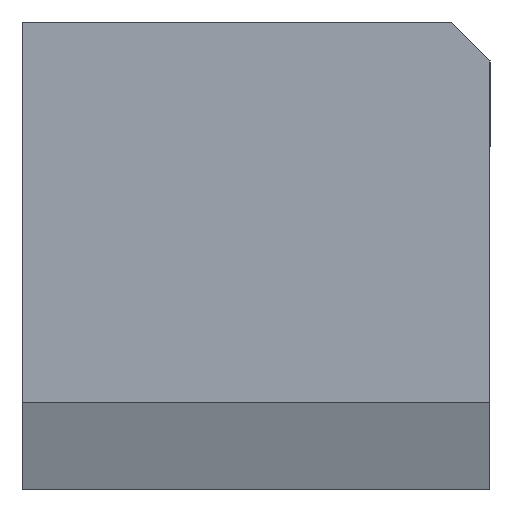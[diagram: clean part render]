
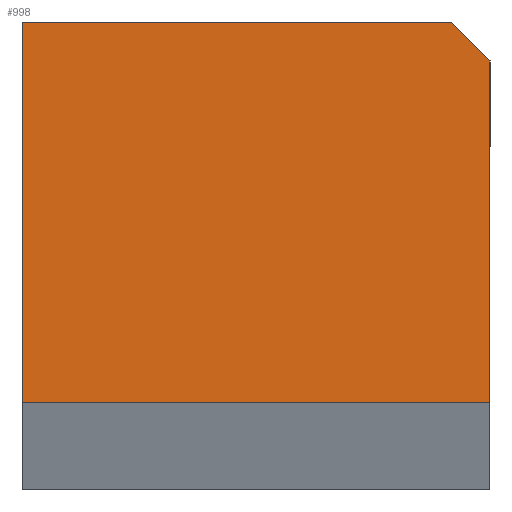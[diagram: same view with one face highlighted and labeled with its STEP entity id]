
A CAD part, left-side view. The second image highlights one B-rep face of the part: STEP entity #998.
In plain terms, the highlighted planar face has unit normal (-1, 0, 0).
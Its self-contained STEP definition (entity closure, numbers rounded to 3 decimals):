
#998=ADVANCED_FACE('NONE',(#2473),#2474,.F.);
#2473=FACE_OUTER_BOUND('',#4422,.T.);
#2474=PLANE('',#4423);
#4422=EDGE_LOOP('',(#8461,#8462,#8463,#8464,#8465));
#4423=AXIS2_PLACEMENT_3D('',#8466,#8467,#8468);
#8461=ORIENTED_EDGE('',*,*,#12337,.F.);
#8462=ORIENTED_EDGE('',*,*,#14109,.T.);
#8463=ORIENTED_EDGE('',*,*,#14110,.F.);
#8464=ORIENTED_EDGE('',*,*,#13620,.T.);
#8465=ORIENTED_EDGE('',*,*,#14111,.F.);
#8466=CARTESIAN_POINT('',(0.0,0.0,24.0));
#8467=DIRECTION('',(1.0,0.0,0.0));
#8468=DIRECTION('',(0.0,1.0,-0.0));
#12337=EDGE_CURVE('NONE',#14921,#14923,#14924,.T.);
#13620=EDGE_CURVE('NONE',#17488,#17486,#17489,.T.);
#14109=EDGE_CURVE('NONE',#14921,#17981,#17982,.T.);
#14110=EDGE_CURVE('NONE',#17488,#17981,#17983,.T.);
#14111=EDGE_CURVE('NONE',#14923,#17486,#17984,.T.);
#14921=VERTEX_POINT('NONE',#18795);
#14923=VERTEX_POINT('NONE',#18798);
#14924=LINE('',#18799,#18800);
#17486=VERTEX_POINT('NONE',#22642);
#17488=VERTEX_POINT('NONE',#22645);
#17489=LINE('',#22646,#22647);
#17981=VERTEX_POINT('NONE',#23465);
#17982=LINE('',#23466,#23467);
#17983=LINE('',#23468,#23469);
#17984=LINE('',#23470,#23471);
#18795=CARTESIAN_POINT('',(0.0,0.0,22.));
#18798=CARTESIAN_POINT('',(0.,0.0,4.5));
#18799=CARTESIAN_POINT('',(0.0,0.0,24.0));
#18800=VECTOR('',#24600,1000.0);
#22642=CARTESIAN_POINT('',(0.,24.0,4.5));
#22645=CARTESIAN_POINT('',(0.0,24.0,24.0));
#22646=CARTESIAN_POINT('',(0.0,24.0,24.0));
#22647=VECTOR('',#25882,1000.0);
#23465=CARTESIAN_POINT('',(0.0,2.,24.0));
#23466=CARTESIAN_POINT('',(0.0,2.,24.0));
#23467=VECTOR('',#26209,1000.0);
#23468=CARTESIAN_POINT('',(0.0,0.0,24.0));
#23469=VECTOR('',#26210,1000.0);
#23470=CARTESIAN_POINT('',(0.0,0.0,4.5));
#23471=VECTOR('',#26211,1000.0);
#24600=DIRECTION('',(-0.0,-0.0,-1.0));
#25882=DIRECTION('',(-0.0,-0.0,-1.0));
#26209=DIRECTION('',(-0.0,0.707,0.707));
#26210=DIRECTION('',(-0.0,-1.0,-0.0));
#26211=DIRECTION('',(0.0,1.0,0.0));
